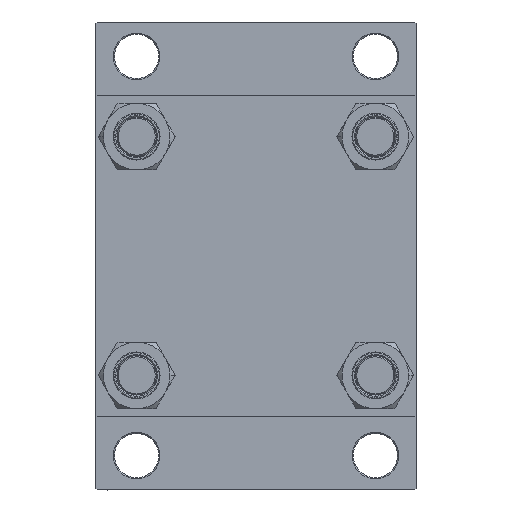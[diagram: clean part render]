
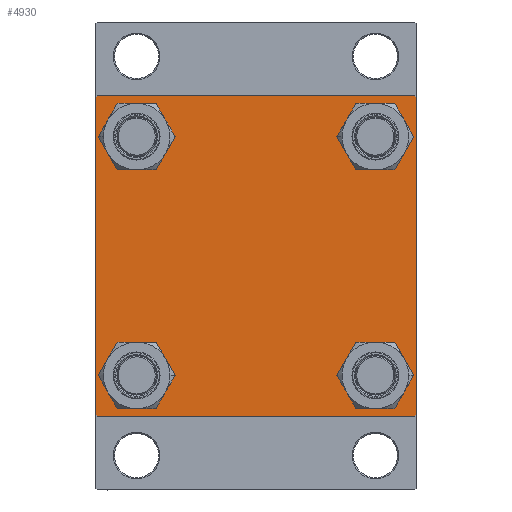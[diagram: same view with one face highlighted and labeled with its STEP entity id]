
A CAD part, left-side view. The second image highlights one B-rep face of the part: STEP entity #4930.
In plain terms, the highlighted planar face has unit normal (-1, 0, 0).
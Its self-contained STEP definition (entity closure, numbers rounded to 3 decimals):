
#244 = ORIENTED_EDGE ( 'NONE', *, *, #26137, .T. ) ;
#344 = DIRECTION ( 'NONE',  ( 0., -0.707, -0.707 ) ) ;
#796 = CARTESIAN_POINT ( 'NONE',  ( 0., -48.45, 48.45 ) ) ;
#1748 = LINE ( 'NONE', #12376, #47269 ) ;
#1876 = VERTEX_POINT ( 'NONE', #35054 ) ;
#2430 = VECTOR ( 'NONE', #39959, 1000. ) ;
#2533 = AXIS2_PLACEMENT_3D ( 'NONE', #7294, #28773, #29249 ) ;
#2947 = CARTESIAN_POINT ( 'NONE',  ( 0., -65., 64.5 ) ) ;
#3533 = ORIENTED_EDGE ( 'NONE', *, *, #16611, .T. ) ;
#3598 = CIRCLE ( 'NONE', #22859, 8.5 ) ;
#4119 = EDGE_CURVE ( 'NONE', #8456, #39926, #19891, .T. ) ;
#4268 = EDGE_LOOP ( 'NONE', ( #24314, #10607 ) ) ;
#4640 = DIRECTION ( 'NONE',  ( 1., 0., 0. ) ) ;
#4760 = VERTEX_POINT ( 'NONE', #34625 ) ;
#4930 = ADVANCED_FACE ( 'NONE', ( #41764, #11846, #30653, #41292, #42005 ), #8232, .T. ) ;
#5416 = AXIS2_PLACEMENT_3D ( 'NONE', #796, #41345, #30469 ) ;
#5644 = EDGE_CURVE ( 'NONE', #4760, #17527, #46931, .T. ) ;
#5776 = DIRECTION ( 'NONE',  ( 1., 0., 0. ) ) ;
#6292 = EDGE_CURVE ( 'NONE', #18392, #1876, #36906, .T. ) ;
#6567 = CARTESIAN_POINT ( 'NONE',  ( 0., 65., -64.5 ) ) ;
#6827 = VERTEX_POINT ( 'NONE', #42725 ) ;
#7080 = CARTESIAN_POINT ( 'NONE',  ( 0., -48.45, -56.95 ) ) ;
#7291 = DIRECTION ( 'NONE',  ( 0., -1., 0. ) ) ;
#7294 = CARTESIAN_POINT ( 'NONE',  ( 0., -48.45, 48.45 ) ) ;
#8232 = PLANE ( 'NONE',  #36124 ) ;
#8456 = VERTEX_POINT ( 'NONE', #16805 ) ;
#8568 = CARTESIAN_POINT ( 'NONE',  ( 0., -65., -64.5 ) ) ;
#8703 = DIRECTION ( 'NONE',  ( 0., 0., 1. ) ) ;
#8963 = DIRECTION ( 'NONE',  ( 0., 0., 1. ) ) ;
#9058 = DIRECTION ( 'NONE',  ( 0., 0., 1. ) ) ;
#9264 = DIRECTION ( 'NONE',  ( 0., 0., 1. ) ) ;
#9356 = VERTEX_POINT ( 'NONE', #13184 ) ;
#9565 = ORIENTED_EDGE ( 'NONE', *, *, #19931, .T. ) ;
#10128 = ORIENTED_EDGE ( 'NONE', *, *, #19074, .F. ) ;
#10607 = ORIENTED_EDGE ( 'NONE', *, *, #23023, .T. ) ;
#11577 = CARTESIAN_POINT ( 'NONE',  ( 0., -65., 65. ) ) ;
#11759 = EDGE_CURVE ( 'NONE', #6827, #28956, #21542, .T. ) ;
#11846 = FACE_BOUND ( 'NONE', #44176, .T. ) ;
#12376 = CARTESIAN_POINT ( 'NONE',  ( 0., 65., 65. ) ) ;
#12391 = EDGE_CURVE ( 'NONE', #44859, #9356, #30075, .T. ) ;
#13184 = CARTESIAN_POINT ( 'NONE',  ( 0., -48.45, 39.95 ) ) ;
#14278 = CARTESIAN_POINT ( 'NONE',  ( 0., 65., -65. ) ) ;
#14429 = ORIENTED_EDGE ( 'NONE', *, *, #6292, .T. ) ;
#14752 = DIRECTION ( 'NONE',  ( 1., 0., 0. ) ) ;
#14779 = EDGE_LOOP ( 'NONE', ( #42373, #35176 ) ) ;
#15067 = CARTESIAN_POINT ( 'NONE',  ( 0., 64.75, -64.75 ) ) ;
#16163 = AXIS2_PLACEMENT_3D ( 'NONE', #36719, #14752, #18609 ) ;
#16514 = DIRECTION ( 'NONE',  ( 1., 0., 0. ) ) ;
#16611 = EDGE_CURVE ( 'NONE', #25925, #25275, #44048, .T. ) ;
#16760 = EDGE_CURVE ( 'NONE', #1876, #18392, #40995, .T. ) ;
#16805 = CARTESIAN_POINT ( 'NONE',  ( 0., 48.45, -39.95 ) ) ;
#17080 = CARTESIAN_POINT ( 'NONE',  ( 0., -48.45, -48.45 ) ) ;
#17527 = VERTEX_POINT ( 'NONE', #8568 ) ;
#17678 = VERTEX_POINT ( 'NONE', #35808 ) ;
#18355 = EDGE_CURVE ( 'NONE', #43401, #4760, #36960, .T. ) ;
#18392 = VERTEX_POINT ( 'NONE', #28768 ) ;
#18485 = VERTEX_POINT ( 'NONE', #6567 ) ;
#18609 = DIRECTION ( 'NONE',  ( 0., 0., 1. ) ) ;
#19074 = EDGE_CURVE ( 'NONE', #25925, #17678, #37800, .T. ) ;
#19604 = CARTESIAN_POINT ( 'NONE',  ( 0., 48.45, -48.45 ) ) ;
#19891 = CIRCLE ( 'NONE', #34523, 8.5 ) ;
#19931 = EDGE_CURVE ( 'NONE', #28956, #6827, #41104, .T. ) ;
#20422 = EDGE_LOOP ( 'NONE', ( #244, #36288, #24981, #44088, #46247, #39823, #10128, #3533 ) ) ;
#21111 = VECTOR ( 'NONE', #29212, 1000. ) ;
#21542 = CIRCLE ( 'NONE', #16163, 8.5 ) ;
#21809 = CIRCLE ( 'NONE', #2533, 8.5 ) ;
#22716 = CARTESIAN_POINT ( 'NONE',  ( 0., 0., 0. ) ) ;
#22783 = LINE ( 'NONE', #15067, #45879 ) ;
#22859 = AXIS2_PLACEMENT_3D ( 'NONE', #19604, #4640, #8963 ) ;
#22976 = VERTEX_POINT ( 'NONE', #2947 ) ;
#23023 = EDGE_CURVE ( 'NONE', #9356, #44859, #21809, .T. ) ;
#23656 = DIRECTION ( 'NONE',  ( -1., 0., 0. ) ) ;
#24314 = ORIENTED_EDGE ( 'NONE', *, *, #12391, .T. ) ;
#24734 = CARTESIAN_POINT ( 'NONE',  ( 0., 64.5, -65. ) ) ;
#24981 = ORIENTED_EDGE ( 'NONE', *, *, #18355, .T. ) ;
#25191 = DIRECTION ( 'NONE',  ( 0., -0.707, 0.707 ) ) ;
#25275 = VERTEX_POINT ( 'NONE', #37905 ) ;
#25469 = CARTESIAN_POINT ( 'NONE',  ( 0., 64.75, 64.75 ) ) ;
#25925 = VERTEX_POINT ( 'NONE', #40631 ) ;
#26137 = EDGE_CURVE ( 'NONE', #25275, #18485, #1748, .T. ) ;
#26347 = AXIS2_PLACEMENT_3D ( 'NONE', #38242, #16514, #9264 ) ;
#27176 = VECTOR ( 'NONE', #36846, 1000. ) ;
#28768 = CARTESIAN_POINT ( 'NONE',  ( 0., 48.45, 39.95 ) ) ;
#28773 = DIRECTION ( 'NONE',  ( 1., 0., 0. ) ) ;
#28956 = VERTEX_POINT ( 'NONE', #7080 ) ;
#29212 = DIRECTION ( 'NONE',  ( 0., 0., -1. ) ) ;
#29249 = DIRECTION ( 'NONE',  ( 0., 0., 1. ) ) ;
#29605 = CARTESIAN_POINT ( 'NONE',  ( 0., 65., 65. ) ) ;
#30075 = CIRCLE ( 'NONE', #5416, 8.5 ) ;
#30469 = DIRECTION ( 'NONE',  ( 0., 0., 1. ) ) ;
#30653 = FACE_BOUND ( 'NONE', #14779, .T. ) ;
#31091 = DIRECTION ( 'NONE',  ( 0., 0., 1. ) ) ;
#31490 = VECTOR ( 'NONE', #25191, 1000. ) ;
#31696 = EDGE_CURVE ( 'NONE', #22976, #17527, #33309, .T. ) ;
#31797 = VECTOR ( 'NONE', #7291, 1000. ) ;
#33309 = LINE ( 'NONE', #11577, #21111 ) ;
#33576 = CARTESIAN_POINT ( 'NONE',  ( 0., 48.45, -56.95 ) ) ;
#34458 = EDGE_CURVE ( 'NONE', #18485, #43401, #22783, .T. ) ;
#34523 = AXIS2_PLACEMENT_3D ( 'NONE', #38849, #5776, #35207 ) ;
#34625 = CARTESIAN_POINT ( 'NONE',  ( 0., -64.5, -65. ) ) ;
#34875 = CARTESIAN_POINT ( 'NONE',  ( 0., 48.45, 48.45 ) ) ;
#35054 = CARTESIAN_POINT ( 'NONE',  ( 0., 48.45, 56.95 ) ) ;
#35176 = ORIENTED_EDGE ( 'NONE', *, *, #37865, .T. ) ;
#35207 = DIRECTION ( 'NONE',  ( 0., 0., 1. ) ) ;
#35686 = AXIS2_PLACEMENT_3D ( 'NONE', #17080, #45817, #31091 ) ;
#35808 = CARTESIAN_POINT ( 'NONE',  ( 0., -64.5, 65. ) ) ;
#35835 = DIRECTION ( 'NONE',  ( 1., 0., 0. ) ) ;
#36124 = AXIS2_PLACEMENT_3D ( 'NONE', #22716, #23656, #8703 ) ;
#36157 = AXIS2_PLACEMENT_3D ( 'NONE', #34875, #35835, #9058 ) ;
#36288 = ORIENTED_EDGE ( 'NONE', *, *, #34458, .T. ) ;
#36420 = ORIENTED_EDGE ( 'NONE', *, *, #11759, .T. ) ;
#36719 = CARTESIAN_POINT ( 'NONE',  ( 0., -48.45, -48.45 ) ) ;
#36846 = DIRECTION ( 'NONE',  ( 0., -1., 0. ) ) ;
#36906 = CIRCLE ( 'NONE', #36157, 8.5 ) ;
#36960 = LINE ( 'NONE', #14278, #31797 ) ;
#37800 = LINE ( 'NONE', #29605, #27176 ) ;
#37865 = EDGE_CURVE ( 'NONE', #39926, #8456, #3598, .T. ) ;
#37905 = CARTESIAN_POINT ( 'NONE',  ( 0., 65., 64.5 ) ) ;
#38242 = CARTESIAN_POINT ( 'NONE',  ( 0., 48.45, 48.45 ) ) ;
#38849 = CARTESIAN_POINT ( 'NONE',  ( 0., 48.45, -48.45 ) ) ;
#39451 = CARTESIAN_POINT ( 'NONE',  ( 0., -64.75, -64.75 ) ) ;
#39562 = DIRECTION ( 'NONE',  ( 0., 0.707, 0.707 ) ) ;
#39602 = CARTESIAN_POINT ( 'NONE',  ( 0., -48.45, 56.95 ) ) ;
#39823 = ORIENTED_EDGE ( 'NONE', *, *, #47499, .T. ) ;
#39926 = VERTEX_POINT ( 'NONE', #33576 ) ;
#39959 = DIRECTION ( 'NONE',  ( 0., 0.707, -0.707 ) ) ;
#40273 = LINE ( 'NONE', #47524, #42318 ) ;
#40631 = CARTESIAN_POINT ( 'NONE',  ( 0., 64.5, 65. ) ) ;
#40995 = CIRCLE ( 'NONE', #26347, 8.5 ) ;
#41104 = CIRCLE ( 'NONE', #35686, 8.5 ) ;
#41292 = FACE_BOUND ( 'NONE', #42306, .T. ) ;
#41345 = DIRECTION ( 'NONE',  ( 1., 0., 0. ) ) ;
#41764 = FACE_BOUND ( 'NONE', #4268, .T. ) ;
#42005 = FACE_OUTER_BOUND ( 'NONE', #20422, .T. ) ;
#42306 = EDGE_LOOP ( 'NONE', ( #45372, #14429 ) ) ;
#42318 = VECTOR ( 'NONE', #39562, 1000. ) ;
#42373 = ORIENTED_EDGE ( 'NONE', *, *, #4119, .T. ) ;
#42725 = CARTESIAN_POINT ( 'NONE',  ( 0., -48.45, -39.95 ) ) ;
#43401 = VERTEX_POINT ( 'NONE', #24734 ) ;
#44048 = LINE ( 'NONE', #25469, #2430 ) ;
#44088 = ORIENTED_EDGE ( 'NONE', *, *, #5644, .T. ) ;
#44176 = EDGE_LOOP ( 'NONE', ( #36420, #9565 ) ) ;
#44859 = VERTEX_POINT ( 'NONE', #39602 ) ;
#45372 = ORIENTED_EDGE ( 'NONE', *, *, #16760, .T. ) ;
#45817 = DIRECTION ( 'NONE',  ( 1., 0., 0. ) ) ;
#45879 = VECTOR ( 'NONE', #344, 1000. ) ;
#45916 = DIRECTION ( 'NONE',  ( 0., 0., -1. ) ) ;
#46247 = ORIENTED_EDGE ( 'NONE', *, *, #31696, .F. ) ;
#46931 = LINE ( 'NONE', #39451, #31490 ) ;
#47269 = VECTOR ( 'NONE', #45916, 1000. ) ;
#47499 = EDGE_CURVE ( 'NONE', #22976, #17678, #40273, .T. ) ;
#47524 = CARTESIAN_POINT ( 'NONE',  ( 0., -64.75, 64.75 ) ) ;
